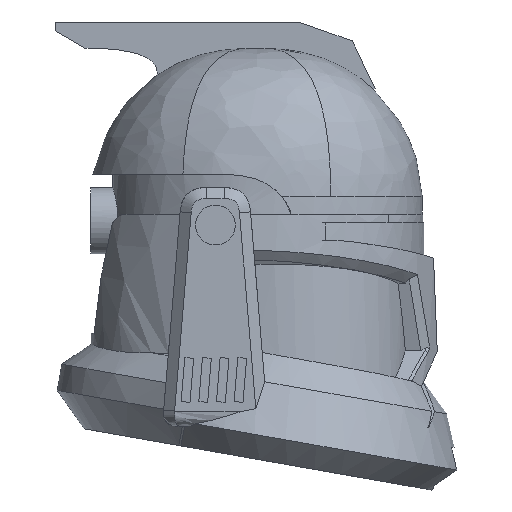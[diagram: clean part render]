
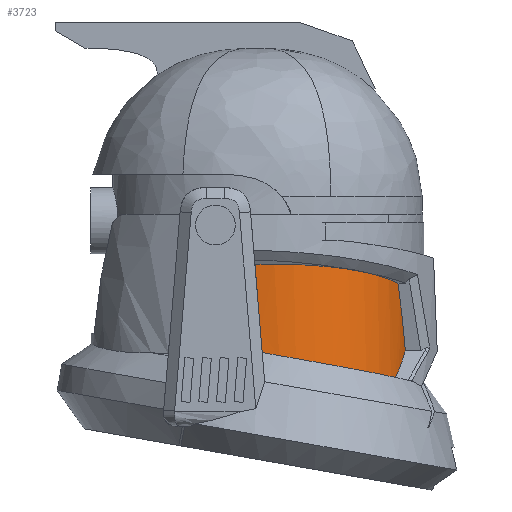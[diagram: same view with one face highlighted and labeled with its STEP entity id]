
A CAD part, left-side view. The second image highlights one B-rep face of the part: STEP entity #3723.
In plain terms, the highlighted cylindrical face has radius 61 mm (diameter 122 mm), a partial arc.
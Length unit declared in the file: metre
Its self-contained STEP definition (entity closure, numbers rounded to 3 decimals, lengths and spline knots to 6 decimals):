
#42=ELLIPSE('',#4648,0.088577,0.061);
#43=ELLIPSE('',#4650,0.215091,0.061);
#44=ELLIPSE('',#4652,0.06274,0.061);
#48=ELLIPSE('',#4664,0.734537,0.061);
#659=B_SPLINE_CURVE_WITH_KNOTS('',3,(#6523,#6524,#6525,#6526,#6527,#6528,
#6529,#6530,#6531,#6532,#6533,#6534),.UNSPECIFIED.,.F.,.F.,(4,1,1,1,1,1,
1,1,1,4),(0.016517,0.02529,0.034062,0.038449,
0.042835,0.051607,0.06038,0.069152,
0.077925,0.086697),.UNSPECIFIED.);
#1456=ORIENTED_EDGE('',*,*,#2225,.F.);
#1457=ORIENTED_EDGE('',*,*,#2331,.T.);
#1458=ORIENTED_EDGE('',*,*,#2332,.T.);
#1459=ORIENTED_EDGE('',*,*,#2338,.T.);
#1460=ORIENTED_EDGE('',*,*,#2385,.T.);
#2225=EDGE_CURVE('',#2765,#2766,#659,.T.);
#2331=EDGE_CURVE('',#2765,#2836,#42,.F.);
#2332=EDGE_CURVE('',#2836,#2837,#43,.F.);
#2338=EDGE_CURVE('',#2837,#2841,#44,.F.);
#2385=EDGE_CURVE('',#2841,#2766,#48,.F.);
#2765=VERTEX_POINT('',#6522);
#2766=VERTEX_POINT('',#6535);
#2836=VERTEX_POINT('',#7275);
#2837=VERTEX_POINT('',#7279);
#2841=VERTEX_POINT('',#7298);
#3145=EDGE_LOOP('',(#1456,#1457,#1458,#1459,#1460));
#3374=FACE_BOUND('',#3145,.T.);
#3512=CYLINDRICAL_SURFACE('',#4663,0.061);
#3723=ADVANCED_FACE('',(#3374),#3512,.T.);
#4648=AXIS2_PLACEMENT_3D('',#7276,#5013,#5014);
#4650=AXIS2_PLACEMENT_3D('',#7278,#5017,#5018);
#4652=AXIS2_PLACEMENT_3D('',#7300,#5023,#5024);
#4663=AXIS2_PLACEMENT_3D('',#8118,#5053,#5054);
#4664=AXIS2_PLACEMENT_3D('',#8119,#5055,#5056);
#5013=DIRECTION('',(0.725,0.,-0.689));
#5014=DIRECTION('',(0.689,0.,0.725));
#5017=DIRECTION('',(0.959,0.,0.284));
#5018=DIRECTION('',(-0.284,0.,0.959));
#5023=DIRECTION('',(0.234,0.,0.972));
#5024=DIRECTION('',(-0.972,0.,0.234));
#5053=DIRECTION('',(0.,0.,1.));
#5054=DIRECTION('',(-1.,0.,0.));
#5055=DIRECTION('',(0.,0.997,-0.083));
#5056=DIRECTION('',(0.,0.083,0.997));
#6522=CARTESIAN_POINT('',(-0.031328,-0.043828,-0.107781));
#6523=CARTESIAN_POINT('',(-0.031328,-0.043828,-0.107781));
#6524=CARTESIAN_POINT('',(-0.033768,-0.042368,-0.107042));
#6525=CARTESIAN_POINT('',(-0.03849,-0.039069,-0.105555));
#6526=CARTESIAN_POINT('',(-0.043683,-0.034229,-0.103823));
#6527=CARTESIAN_POINT('',(-0.04743,-0.029927,-0.102486));
#6528=CARTESIAN_POINT('',(-0.050909,-0.025308,-0.101173));
#6529=CARTESIAN_POINT('',(-0.054588,-0.019154,-0.099611));
#6530=CARTESIAN_POINT('',(-0.05793,-0.011242,-0.097829));
#6531=CARTESIAN_POINT('',(-0.060154,-0.002782,-0.096088));
#6532=CARTESIAN_POINT('',(-0.061139,0.005747,-0.094439));
#6533=CARTESIAN_POINT('',(-0.060994,0.011558,-0.093361));
#6534=CARTESIAN_POINT('',(-0.06071,0.014457,-0.09283));
#6535=CARTESIAN_POINT('',(-0.06071,0.014457,-0.09283));
#7275=CARTESIAN_POINT('',(-0.016256,-0.050281,-0.091912));
#7276=CARTESIAN_POINT('',(0.,0.008513,-0.074796));
#7278=CARTESIAN_POINT('',(0.,0.008513,-0.146878));
#7279=CARTESIAN_POINT('',(-0.025331,-0.046979,-0.061226));
#7298=CARTESIAN_POINT('',(-0.06029,0.017792,-0.052817));
#7300=CARTESIAN_POINT('',(0.,0.008513,-0.067319));
#8118=CARTESIAN_POINT('',(0.,0.008513,-0.12));
#8119=CARTESIAN_POINT('',(0.,0.008513,-0.164164));
